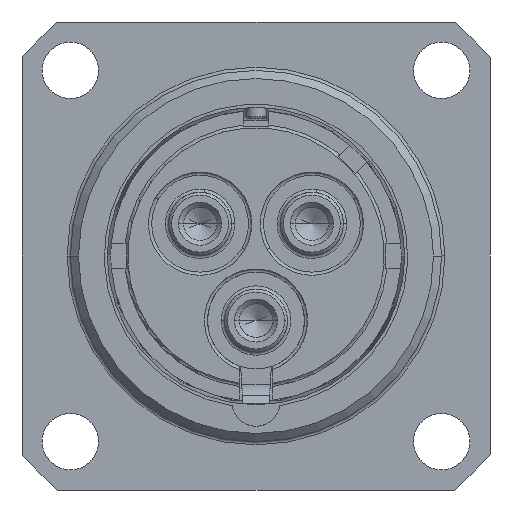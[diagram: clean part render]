
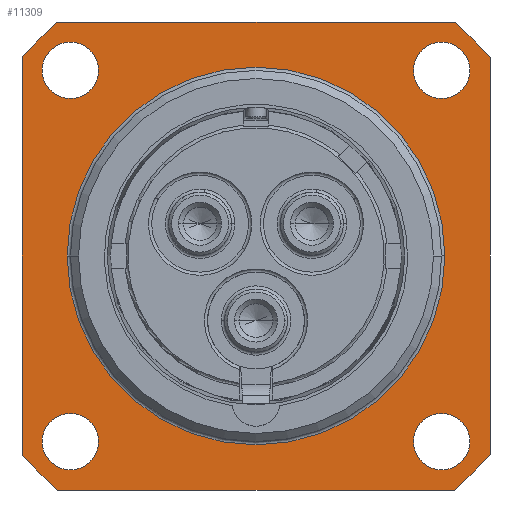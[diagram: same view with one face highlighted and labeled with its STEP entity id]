
A CAD part, left-side view. The second image highlights one B-rep face of the part: STEP entity #11309.
In plain terms, the highlighted planar face has unit normal (-1, 0, 0).
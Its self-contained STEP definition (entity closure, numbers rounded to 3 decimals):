
#60=CARTESIAN_POINT('',(10.6,14.5,-14.5));
#61=DIRECTION('',(1.,0.,0.));
#62=DIRECTION('',(0.,1.,0.));
#63=AXIS2_PLACEMENT_3D('',#60,#61,#62);
#75=CARTESIAN_POINT('',(10.6,14.5,-14.5));
#76=DIRECTION('',(1.,0.,0.));
#77=DIRECTION('',(0.,-1.,0.));
#78=AXIS2_PLACEMENT_3D('',#75,#76,#77);
#526=CARTESIAN_POINT('',(10.6,14.5,-14.5));
#527=DIRECTION('',(-1.,0.,0.));
#528=DIRECTION('',(0.,0.763,-0.646));
#529=AXIS2_PLACEMENT_3D('',#526,#527,#528);
#531=DIRECTION('',(0.,0.,-1.));
#532=VECTOR('',#531,24.556);
#533=CARTESIAN_POINT('',(10.6,29.,-2.222));
#534=LINE('683',#533,#532);
#535=CARTESIAN_POINT('',(10.6,14.5,-14.5));
#536=DIRECTION('',(-1.,0.,0.));
#537=DIRECTION('',(0.,0.646,0.763));
#538=AXIS2_PLACEMENT_3D('',#535,#536,#537);
#540=DIRECTION('',(0.,1.,0.));
#541=VECTOR('',#540,24.556);
#542=CARTESIAN_POINT('',(10.6,2.222,0.));
#543=LINE('682',#542,#541);
#544=CARTESIAN_POINT('',(10.6,14.5,-14.5));
#545=DIRECTION('',(-1.,0.,0.));
#546=DIRECTION('',(0.,-0.763,0.646));
#547=AXIS2_PLACEMENT_3D('',#544,#545,#546);
#549=DIRECTION('',(0.,0.,1.));
#550=VECTOR('',#549,24.556);
#551=CARTESIAN_POINT('',(10.6,0.,-26.778));
#552=LINE('681',#551,#550);
#553=CARTESIAN_POINT('',(10.6,14.5,-14.5));
#554=DIRECTION('',(-1.,0.,0.));
#555=DIRECTION('',(0.,-0.646,-0.763));
#556=AXIS2_PLACEMENT_3D('',#553,#554,#555);
#558=DIRECTION('',(0.,-1.,0.));
#559=VECTOR('',#558,24.556);
#560=CARTESIAN_POINT('',(10.6,26.778,-29.));
#561=LINE('680',#560,#559);
#562=CARTESIAN_POINT('',(10.6,26.,-3.));
#563=DIRECTION('',(1.,0.,0.));
#564=DIRECTION('',(0.,1.,0.));
#565=AXIS2_PLACEMENT_3D('',#562,#563,#564);
#567=CARTESIAN_POINT('',(10.6,26.,-3.));
#568=DIRECTION('',(1.,0.,0.));
#569=DIRECTION('',(0.,-1.,0.));
#570=AXIS2_PLACEMENT_3D('',#567,#568,#569);
#572=CARTESIAN_POINT('',(10.6,3.,-3.));
#573=DIRECTION('',(1.,0.,0.));
#574=DIRECTION('',(0.,1.,0.));
#575=AXIS2_PLACEMENT_3D('',#572,#573,#574);
#577=CARTESIAN_POINT('',(10.6,3.,-3.));
#578=DIRECTION('',(1.,0.,0.));
#579=DIRECTION('',(0.,-1.,0.));
#580=AXIS2_PLACEMENT_3D('',#577,#578,#579);
#582=CARTESIAN_POINT('',(10.6,3.,-26.));
#583=DIRECTION('',(1.,0.,0.));
#584=DIRECTION('',(0.,1.,0.));
#585=AXIS2_PLACEMENT_3D('',#582,#583,#584);
#587=CARTESIAN_POINT('',(10.6,3.,-26.));
#588=DIRECTION('',(1.,0.,0.));
#589=DIRECTION('',(0.,-1.,0.));
#590=AXIS2_PLACEMENT_3D('',#587,#588,#589);
#592=CARTESIAN_POINT('',(10.6,26.,-26.));
#593=DIRECTION('',(1.,0.,0.));
#594=DIRECTION('',(0.,1.,0.));
#595=AXIS2_PLACEMENT_3D('',#592,#593,#594);
#597=CARTESIAN_POINT('',(10.6,26.,-26.));
#598=DIRECTION('',(1.,0.,0.));
#599=DIRECTION('',(0.,-1.,0.));
#600=AXIS2_PLACEMENT_3D('',#597,#598,#599);
#8939=CARTESIAN_POINT('',(10.6,26.778,-29.));
#8940=CARTESIAN_POINT('',(10.6,2.222,-29.));
#8941=VERTEX_POINT('',#8939);
#8942=VERTEX_POINT('',#8940);
#8943=CARTESIAN_POINT('',(10.6,0.,-26.778));
#8944=CARTESIAN_POINT('',(10.6,0.,-2.222));
#8945=VERTEX_POINT('',#8943);
#8946=VERTEX_POINT('',#8944);
#8947=CARTESIAN_POINT('',(10.6,2.222,0.));
#8948=CARTESIAN_POINT('',(10.6,26.778,0.));
#8949=VERTEX_POINT('',#8947);
#8950=VERTEX_POINT('',#8948);
#8951=CARTESIAN_POINT('',(10.6,29.,-2.222));
#8952=CARTESIAN_POINT('',(10.6,29.,-26.778));
#8953=VERTEX_POINT('',#8951);
#8954=VERTEX_POINT('',#8952);
#8971=CARTESIAN_POINT('',(10.6,27.75,-3.));
#8972=CARTESIAN_POINT('',(10.6,24.25,-3.));
#8973=VERTEX_POINT('',#8971);
#8974=VERTEX_POINT('',#8972);
#8975=CARTESIAN_POINT('',(10.6,4.75,-3.));
#8976=CARTESIAN_POINT('',(10.6,1.25,-3.));
#8977=VERTEX_POINT('',#8975);
#8978=VERTEX_POINT('',#8976);
#8979=CARTESIAN_POINT('',(10.6,4.75,-26.));
#8980=CARTESIAN_POINT('',(10.6,1.25,-26.));
#8981=VERTEX_POINT('',#8979);
#8982=VERTEX_POINT('',#8980);
#8983=CARTESIAN_POINT('',(10.6,27.75,-26.));
#8984=CARTESIAN_POINT('',(10.6,24.25,-26.));
#8985=VERTEX_POINT('',#8983);
#8986=VERTEX_POINT('',#8984);
#9031=CARTESIAN_POINT('',(10.6,2.8,-14.5));
#9032=CARTESIAN_POINT('',(10.6,26.2,-14.5));
#9033=VERTEX_POINT('',#9031);
#9034=VERTEX_POINT('',#9032);
#11258=CARTESIAN_POINT('',(10.6,14.5,-14.5));
#11259=DIRECTION('',(-1.,0.,0.));
#11260=DIRECTION('',(0.,0.,1.));
#11261=AXIS2_PLACEMENT_3D('',#11258,#11259,#11260);
#11262=PLANE('98',#11261);
#11264=ORIENTED_EDGE('755',*,*,#11263,.F.);
#11266=ORIENTED_EDGE('683',*,*,#11265,.F.);
#11268=ORIENTED_EDGE('758',*,*,#11267,.F.);
#11270=ORIENTED_EDGE('682',*,*,#11269,.F.);
#11272=ORIENTED_EDGE('757',*,*,#11271,.F.);
#11274=ORIENTED_EDGE('681',*,*,#11273,.F.);
#11276=ORIENTED_EDGE('756',*,*,#11275,.F.);
#11278=ORIENTED_EDGE('680',*,*,#11277,.F.);
#11279=EDGE_LOOP('98',(#11264,#11266,#11268,#11270,#11272,#11274,#11276,
#11278));
#11280=FACE_OUTER_BOUND('98',#11279,.F.);
#11282=ORIENTED_EDGE('692',*,*,#11281,.F.);
#11284=ORIENTED_EDGE('693',*,*,#11283,.F.);
#11285=EDGE_LOOP('98',(#11282,#11284));
#11286=FACE_BOUND('98',#11285,.F.);
#11288=ORIENTED_EDGE('694',*,*,#11287,.F.);
#11290=ORIENTED_EDGE('695',*,*,#11289,.F.);
#11291=EDGE_LOOP('98',(#11288,#11290));
#11292=FACE_BOUND('98',#11291,.F.);
#11294=ORIENTED_EDGE('696',*,*,#11293,.F.);
#11296=ORIENTED_EDGE('697',*,*,#11295,.F.);
#11297=EDGE_LOOP('98',(#11294,#11296));
#11298=FACE_BOUND('98',#11297,.F.);
#11300=ORIENTED_EDGE('698',*,*,#11299,.F.);
#11302=ORIENTED_EDGE('699',*,*,#11301,.F.);
#11303=EDGE_LOOP('98',(#11300,#11302));
#11304=FACE_BOUND('98',#11303,.F.);
#11305=ORIENTED_EDGE('727',*,*,#10710,.F.);
#11306=ORIENTED_EDGE('729',*,*,#10695,.F.);
#11307=EDGE_LOOP('98',(#11305,#11306));
#11308=FACE_BOUND('98',#11307,.F.);
#64=CIRCLE('729',#63,11.7);
#79=CIRCLE('727',#78,11.7);
#530=CIRCLE('755',#529,19.);
#539=CIRCLE('758',#538,19.);
#548=CIRCLE('757',#547,19.);
#557=CIRCLE('756',#556,19.);
#566=CIRCLE('692',#565,1.75);
#571=CIRCLE('693',#570,1.75);
#576=CIRCLE('694',#575,1.75);
#581=CIRCLE('695',#580,1.75);
#586=CIRCLE('696',#585,1.75);
#591=CIRCLE('697',#590,1.75);
#596=CIRCLE('698',#595,1.75);
#601=CIRCLE('699',#600,1.75);
#10695=EDGE_CURVE('729',#9034,#9033,#64,.T.);
#10710=EDGE_CURVE('727',#9033,#9034,#79,.T.);
#11263=EDGE_CURVE('755',#8954,#8941,#530,.T.);
#11265=EDGE_CURVE('683',#8953,#8954,#534,.T.);
#11267=EDGE_CURVE('758',#8950,#8953,#539,.T.);
#11269=EDGE_CURVE('682',#8949,#8950,#543,.T.);
#11271=EDGE_CURVE('757',#8946,#8949,#548,.T.);
#11273=EDGE_CURVE('681',#8945,#8946,#552,.T.);
#11275=EDGE_CURVE('756',#8942,#8945,#557,.T.);
#11277=EDGE_CURVE('680',#8941,#8942,#561,.T.);
#11281=EDGE_CURVE('692',#8973,#8974,#566,.T.);
#11283=EDGE_CURVE('693',#8974,#8973,#571,.T.);
#11287=EDGE_CURVE('694',#8977,#8978,#576,.T.);
#11289=EDGE_CURVE('695',#8978,#8977,#581,.T.);
#11293=EDGE_CURVE('696',#8981,#8982,#586,.T.);
#11295=EDGE_CURVE('697',#8982,#8981,#591,.T.);
#11299=EDGE_CURVE('698',#8985,#8986,#596,.T.);
#11301=EDGE_CURVE('699',#8986,#8985,#601,.T.);
#11309=ADVANCED_FACE('98',(#11280,#11286,#11292,#11298,#11304,#11308),#11262,
.T.);
